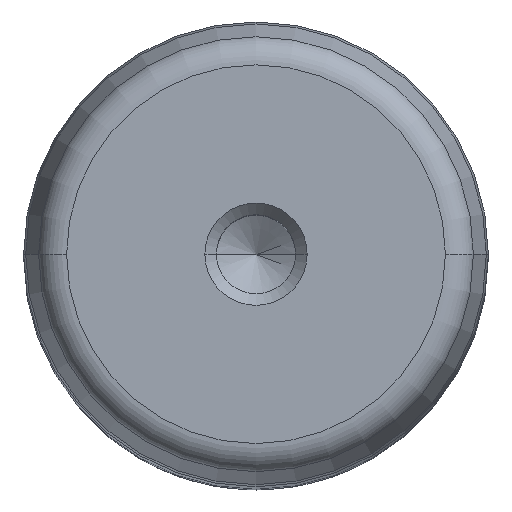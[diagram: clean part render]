
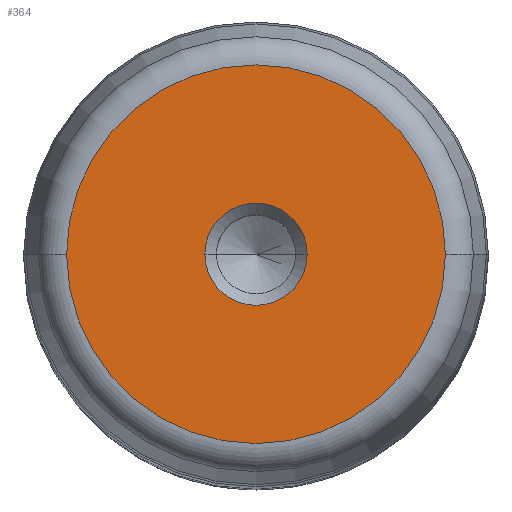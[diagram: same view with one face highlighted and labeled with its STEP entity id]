
A CAD part, top view. The second image highlights one B-rep face of the part: STEP entity #364.
In plain terms, the highlighted planar face has unit normal (0, 0, 1).
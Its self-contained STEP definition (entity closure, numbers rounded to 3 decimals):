
#31 = CARTESIAN_POINT ( 'NONE',  ( -4.4, 0., 180. ) ) ;
#138 = DIRECTION ( 'NONE',  ( 0., 0., 1. ) ) ;
#334 = CIRCLE ( 'NONE', #2333, 16.299 ) ;
#364 = ADVANCED_FACE ( 'NONE', ( #1489, #2367 ), #2555, .T. ) ;
#375 = CIRCLE ( 'NONE', #1688, 4.4 ) ;
#389 = DIRECTION ( 'NONE',  ( 0., 0., -1. ) ) ;
#499 = CARTESIAN_POINT ( 'NONE',  ( 0., 0., 180. ) ) ;
#547 = EDGE_CURVE ( 'NONE', #1804, #2881, #564, .T. ) ;
#564 = CIRCLE ( 'NONE', #738, 16.299 ) ;
#658 = ORIENTED_EDGE ( 'NONE', *, *, #1673, .T. ) ;
#680 = CARTESIAN_POINT ( 'NONE',  ( 0., 0., 180. ) ) ;
#738 = AXIS2_PLACEMENT_3D ( 'NONE', #1398, #389, #2862 ) ;
#746 = DIRECTION ( 'NONE',  ( -1., 0., 0. ) ) ;
#885 = CARTESIAN_POINT ( 'NONE',  ( 0., 0., 180. ) ) ;
#933 = DIRECTION ( 'NONE',  ( 0., 0., -1. ) ) ;
#963 = ORIENTED_EDGE ( 'NONE', *, *, #2925, .F. ) ;
#998 = DIRECTION ( 'NONE',  ( 0., 0., -1. ) ) ;
#1110 = DIRECTION ( 'NONE',  ( 1., 0., 0. ) ) ;
#1276 = CIRCLE ( 'NONE', #2989, 4.4 ) ;
#1398 = CARTESIAN_POINT ( 'NONE',  ( 0., 0., 180. ) ) ;
#1454 = CARTESIAN_POINT ( 'NONE',  ( 4.4, 0., 180. ) ) ;
#1489 = FACE_BOUND ( 'NONE', #2379, .T. ) ;
#1537 = ORIENTED_EDGE ( 'NONE', *, *, #2595, .T. ) ;
#1572 = CARTESIAN_POINT ( 'NONE',  ( 0., 0., 180. ) ) ;
#1673 = EDGE_CURVE ( 'NONE', #2028, #2689, #1276, .T. ) ;
#1688 = AXIS2_PLACEMENT_3D ( 'NONE', #680, #2879, #2904 ) ;
#1804 = VERTEX_POINT ( 'NONE', #2118 ) ;
#1916 = ORIENTED_EDGE ( 'NONE', *, *, #547, .F. ) ;
#2028 = VERTEX_POINT ( 'NONE', #31 ) ;
#2118 = CARTESIAN_POINT ( 'NONE',  ( 16.299, 0., 180. ) ) ;
#2123 = AXIS2_PLACEMENT_3D ( 'NONE', #1572, #138, #1110 ) ;
#2333 = AXIS2_PLACEMENT_3D ( 'NONE', #499, #998, #746 ) ;
#2357 = DIRECTION ( 'NONE',  ( 1., 0., 0. ) ) ;
#2367 = FACE_OUTER_BOUND ( 'NONE', #2669, .T. ) ;
#2379 = EDGE_LOOP ( 'NONE', ( #1537, #658 ) ) ;
#2555 = PLANE ( 'NONE',  #2123 ) ;
#2595 = EDGE_CURVE ( 'NONE', #2689, #2028, #375, .T. ) ;
#2669 = EDGE_LOOP ( 'NONE', ( #963, #1916 ) ) ;
#2689 = VERTEX_POINT ( 'NONE', #1454 ) ;
#2700 = CARTESIAN_POINT ( 'NONE',  ( -16.299, 0., 180. ) ) ;
#2862 = DIRECTION ( 'NONE',  ( -1., 0., 0. ) ) ;
#2879 = DIRECTION ( 'NONE',  ( 0., 0., -1. ) ) ;
#2881 = VERTEX_POINT ( 'NONE', #2700 ) ;
#2904 = DIRECTION ( 'NONE',  ( 1., 0., 0. ) ) ;
#2925 = EDGE_CURVE ( 'NONE', #2881, #1804, #334, .T. ) ;
#2989 = AXIS2_PLACEMENT_3D ( 'NONE', #885, #933, #2357 ) ;
